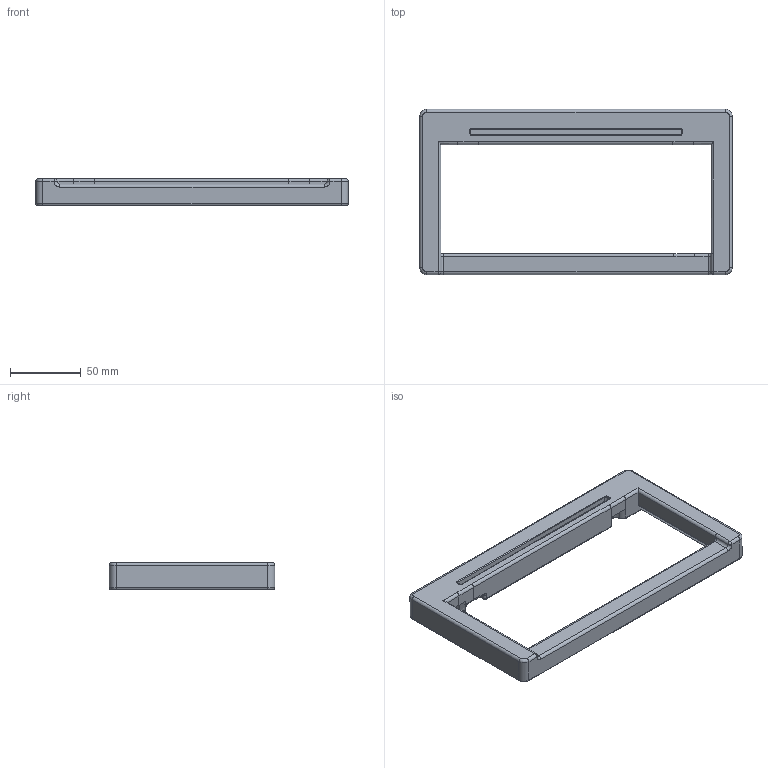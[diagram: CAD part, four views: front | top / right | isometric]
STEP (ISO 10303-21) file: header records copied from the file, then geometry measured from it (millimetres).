
FILE_DESCRIPTION(/* description */ ('','CAx-IF Rec.Pracs.---Representation and Presentation of Product Manufacturing Information (PMI)---4.0---2014-10-13'),/* implementation_level */ '2;1');
FILE_NAME(/* name */ 'Top case - groove.step',/* time_stamp */ '2024-12-05T10:25:57+02:00',/* author */ (''),/* organization */ (''),/* preprocessor_version */ 'ST-DEVELOPER v20',/* originating_system */ 'Autodesk Translation Framework v13.20.0.188',/* authorisation */ '');
FILE_SCHEMA (('AP242_MANAGED_MODEL_BASED_3D_ENGINEERING_MIM_LF { 1 0 10303 442 1 1 4 }'));
Length unit declared in the file: millimetre
Products named in the file (1): Top case
Bounding box: 221.5 x 117.2 x 19 mm (x, y, z)
Volume: 189996.7 mm3; surface area: 44060.6 mm2
Topology: 1 solids, 1 shells, 167 faces, 385 edges, 229 vertices
Faces by surface type: cylinder 71, plane 41, torus 31, bspline 19, sphere 5
Full cylindrical faces by diameter (mm): 3.4 x10
Entity records: 5590 total; most frequent: CARTESIAN_POINT 1795, DIRECTION 813, ORIENTED_EDGE 770, EDGE_CURVE 385, AXIS2_PLACEMENT_3D 325, VERTEX_POINT 229, EDGE_LOOP 178, FACE_OUTER_BOUND 167
